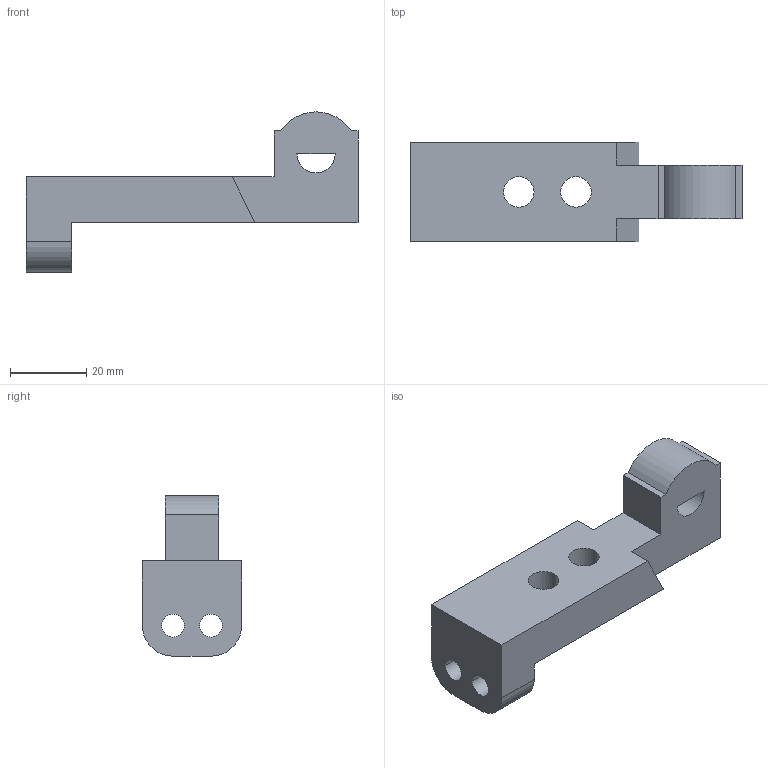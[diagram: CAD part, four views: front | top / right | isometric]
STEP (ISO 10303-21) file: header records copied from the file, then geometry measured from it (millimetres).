
FILE_DESCRIPTION(('CATIA V5 STEP Exchange'),'2;1');
FILE_NAME('hw25-1.stp','2023-04-05T10:24:42+00:00',('none'),('none'),'Version 5-6 Release 2012','CATIA V5 STEP AP203','none');
FILE_SCHEMA(('CONFIG_CONTROL_DESIGN'));
Length unit declared in the file: millimetre
Products named in the file (1): Part1
Bounding box: 87 x 26 x 42 mm (x, y, z)
Volume: 28720.8 mm3; surface area: 9448.3 mm2
Topology: 1 solids, 1 shells, 28 faces, 78 edges, 52 vertices
Faces by surface type: plane 16, cylinder 12
Entity records: 914 total; most frequent: ORIENTED_EDGE 156, CARTESIAN_POINT 153, DIRECTION 122, EDGE_CURVE 78, VECTOR 54, LINE 54, VERTEX_POINT 52, AXIS2_PLACEMENT_3D 47
